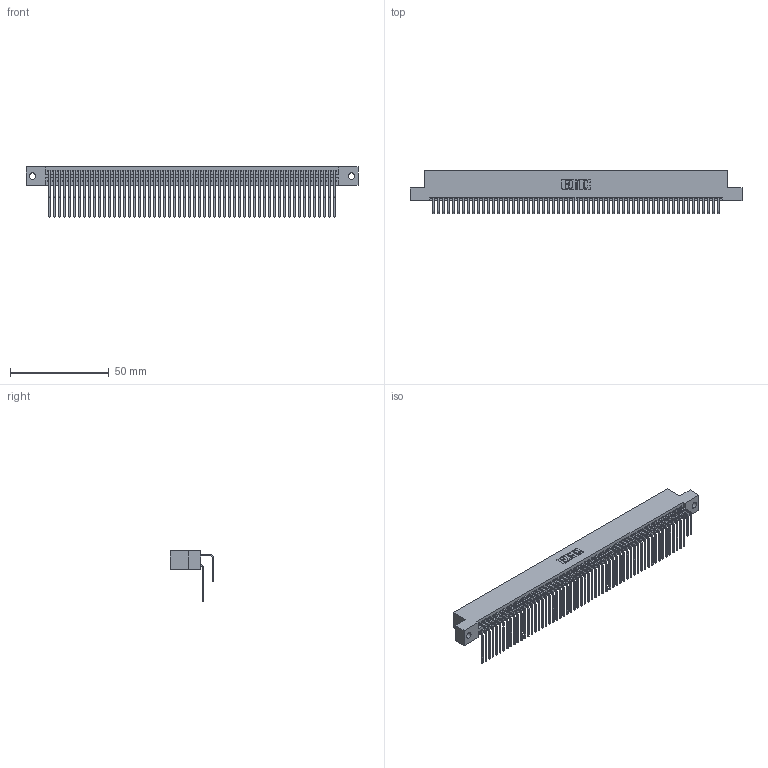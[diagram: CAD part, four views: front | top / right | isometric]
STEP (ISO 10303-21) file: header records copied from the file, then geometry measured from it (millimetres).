
FILE_DESCRIPTION (( 'STEP AP203' ), '1' );
FILE_NAME ('345-116-558-202.STEP', '2018-10-18T19:57:18', ( '' ), ( '' ), 'SwSTEP 2.0', 'SolidWorks 2016', '' );
FILE_SCHEMA (( 'CONFIG_CONTROL_DESIGN' ));
Length unit declared in the file: inch
Products named in the file (4): 345-116-558-202; 345 Part_Flush Mounting Lugs - 0.128 Dia; 345-292-001_558 Tail - 2; 345-292-001_558 559 Tail - 1
Assembly tree (117 placements, depth 2):
  345-116-558-202
    345 Part_Flush Mounting Lugs - 0.128 Dia
    345-292-001_558 559 Tail - 1  x58
    345-292-001_558 Tail - 2  x58
Bounding box: 168.53 x 21.83 x 25.53 mm (x, y, z)
Volume: 17152.1 mm3; surface area: 28537.5 mm2
Topology: 117 solids, 117 shells, 6158 faces, 18321 edges, 12058 vertices
Faces by surface type: plane 4140, cylinder 2018
Entity records: 45009 total; most frequent: CARTESIAN_POINT 7575, ORIENTED_EDGE 7458, DIRECTION 6633, EDGE_CURVE 3729, LINE 3325, VECTOR 3325, VERTEX_POINT 2482, AXIS2_PLACEMENT_3D 1654
